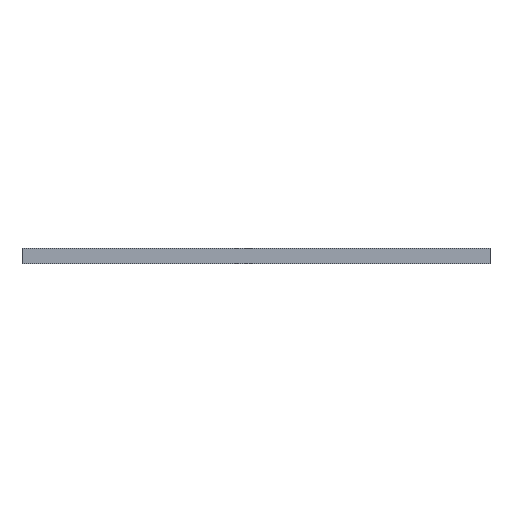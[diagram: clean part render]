
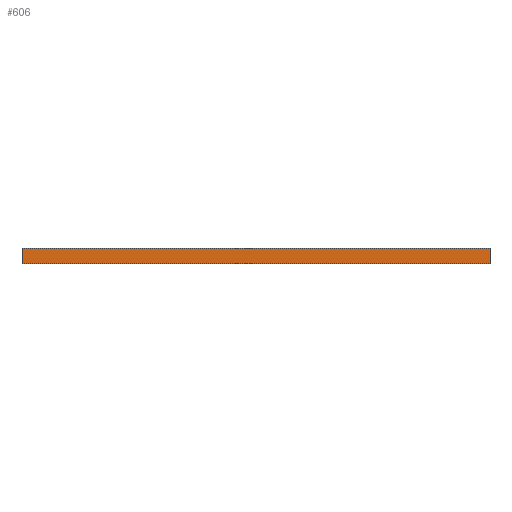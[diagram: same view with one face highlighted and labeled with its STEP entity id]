
A CAD part, left-side view. The second image highlights one B-rep face of the part: STEP entity #606.
In plain terms, the highlighted planar face has unit normal (-1, 0, 0).
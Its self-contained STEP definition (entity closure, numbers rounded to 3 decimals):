
#89 = VECTOR ( 'NONE', #885, 1000. ) ;
#91 = LINE ( 'NONE', #886, #89 ) ;
#105 = VECTOR ( 'NONE', #898, 1000. ) ;
#107 = LINE ( 'NONE', #903, #105 ) ;
#140 = VECTOR ( 'NONE', #974, 1000. ) ;
#142 = LINE ( 'NONE', #975, #140 ) ;
#202 = VECTOR ( 'NONE', #1165, 1000. ) ;
#205 = LINE ( 'NONE', #1157, #202 ) ;
#233 = FACE_OUTER_BOUND ( 'NONE', #533, .T. ) ;
#414 = VERTEX_POINT ( 'NONE', #1075 ) ;
#415 = VERTEX_POINT ( 'NONE', #1243 ) ;
#460 = VERTEX_POINT ( 'NONE', #1022 ) ;
#470 = VERTEX_POINT ( 'NONE', #998 ) ;
#533 = EDGE_LOOP ( 'NONE', ( #563, #554, #547, #570 ) ) ;
#547 = ORIENTED_EDGE ( 'NONE', *, *, #640, .F. ) ;
#554 = ORIENTED_EDGE ( 'NONE', *, *, #735, .F. ) ;
#563 = ORIENTED_EDGE ( 'NONE', *, *, #794, .T. ) ;
#570 = ORIENTED_EDGE ( 'NONE', *, *, #813, .T. ) ;
#606 = ADVANCED_FACE ( 'NONE', ( #233 ), #1201, .F. ) ;
#640 = EDGE_CURVE ( 'NONE', #470, #415, #205, .T. ) ;
#728 = AXIS2_PLACEMENT_3D ( 'NONE', #1203, #1198, #1197 ) ;
#735 = EDGE_CURVE ( 'NONE', #415, #460, #142, .T. ) ;
#794 = EDGE_CURVE ( 'NONE', #414, #460, #107, .T. ) ;
#813 = EDGE_CURVE ( 'NONE', #470, #414, #91, .T. ) ;
#885 = DIRECTION ( 'NONE',  ( 0., 0., -1. ) ) ;
#886 = CARTESIAN_POINT ( 'NONE',  ( 0., 60., 2. ) ) ;
#898 = DIRECTION ( 'NONE',  ( 0., -1., 0. ) ) ;
#903 = CARTESIAN_POINT ( 'NONE',  ( 0., 0., 0. ) ) ;
#974 = DIRECTION ( 'NONE',  ( 0., 0., -1. ) ) ;
#975 = CARTESIAN_POINT ( 'NONE',  ( 0., 0., 2. ) ) ;
#998 = CARTESIAN_POINT ( 'NONE',  ( 0., 60., 2. ) ) ;
#1022 = CARTESIAN_POINT ( 'NONE',  ( 0., 0., 0. ) ) ;
#1075 = CARTESIAN_POINT ( 'NONE',  ( 0., 60., 0. ) ) ;
#1157 = CARTESIAN_POINT ( 'NONE',  ( 0., 0., 2. ) ) ;
#1165 = DIRECTION ( 'NONE',  ( 0., -1., 0. ) ) ;
#1197 = DIRECTION ( 'NONE',  ( 0., 0., -1. ) ) ;
#1198 = DIRECTION ( 'NONE',  ( 1., 0., 0. ) ) ;
#1201 = PLANE ( 'NONE',  #728 ) ;
#1203 = CARTESIAN_POINT ( 'NONE',  ( 0., 0., 2. ) ) ;
#1243 = CARTESIAN_POINT ( 'NONE',  ( 0., 0., 2. ) ) ;
